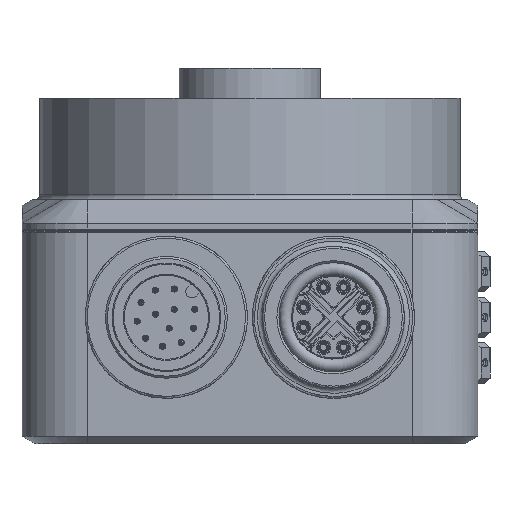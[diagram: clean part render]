
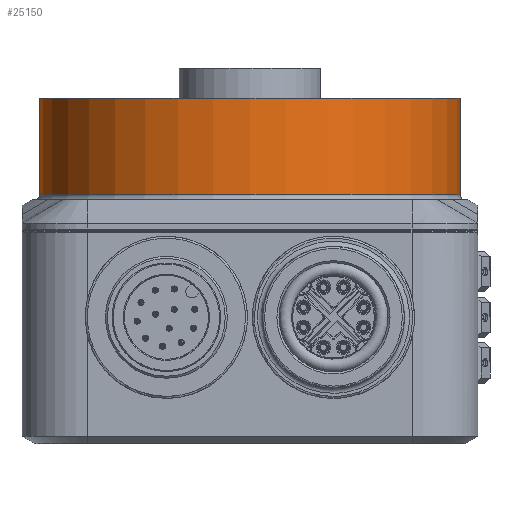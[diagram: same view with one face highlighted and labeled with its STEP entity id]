
A CAD part, front view. The second image highlights one B-rep face of the part: STEP entity #25150.
In plain terms, the highlighted cylindrical face has radius 20.75 mm (diameter 41.5 mm), a full revolution.
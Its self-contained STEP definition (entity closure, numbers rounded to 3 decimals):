
#1455 = AXIS2_PLACEMENT_3D ( 'NONE', #50142, #6038, #43464 ) ;
#3656 = DIRECTION ( 'NONE',  ( 1., 0., 0. ) ) ;
#6038 = DIRECTION ( 'NONE',  ( 0., 0., 1. ) ) ;
#20530 = EDGE_CURVE ( 'NONE', #31574, #31574, #49108, .T. ) ;
#22363 = FACE_OUTER_BOUND ( 'NONE', #44992, .T. ) ;
#23753 = CARTESIAN_POINT ( 'NONE',  ( 22.5, 60., 24.6 ) ) ;
#25150 = ADVANCED_FACE ( 'NONE', ( #79936, #22363 ), #65053, .T. ) ;
#27989 = EDGE_LOOP ( 'NONE', ( #61131 ) ) ;
#30389 = ORIENTED_EDGE ( 'NONE', *, *, #20530, .T. ) ;
#31574 = VERTEX_POINT ( 'NONE', #39688 ) ;
#37608 = CARTESIAN_POINT ( 'NONE',  ( 43.25, 60., 24.6 ) ) ;
#39688 = CARTESIAN_POINT ( 'NONE',  ( 43.25, 60., 34.1 ) ) ;
#43464 = DIRECTION ( 'NONE',  ( -1., 0., 0. ) ) ;
#44992 = EDGE_LOOP ( 'NONE', ( #30389 ) ) ;
#47762 = CARTESIAN_POINT ( 'NONE',  ( 22.5, 60., 34.1 ) ) ;
#49108 = CIRCLE ( 'NONE', #93542, 20.75 ) ;
#50142 = CARTESIAN_POINT ( 'NONE',  ( 22.5, 60., 24.1 ) ) ;
#52945 = DIRECTION ( 'NONE',  ( 0., 0., 1. ) ) ;
#61131 = ORIENTED_EDGE ( 'NONE', *, *, #85711, .T. ) ;
#61390 = AXIS2_PLACEMENT_3D ( 'NONE', #23753, #52945, #89943 ) ;
#64079 = DIRECTION ( 'NONE',  ( 0., 0., -1. ) ) ;
#65053 = CYLINDRICAL_SURFACE ( 'NONE', #1455, 20.75 ) ;
#67329 = VERTEX_POINT ( 'NONE', #37608 ) ;
#79936 = FACE_OUTER_BOUND ( 'NONE', #27989, .T. ) ;
#85711 = EDGE_CURVE ( 'NONE', #67329, #67329, #90543, .T. ) ;
#89943 = DIRECTION ( 'NONE',  ( 1., 0., 0. ) ) ;
#90543 = CIRCLE ( 'NONE', #61390, 20.75 ) ;
#93542 = AXIS2_PLACEMENT_3D ( 'NONE', #47762, #64079, #3656 ) ;
